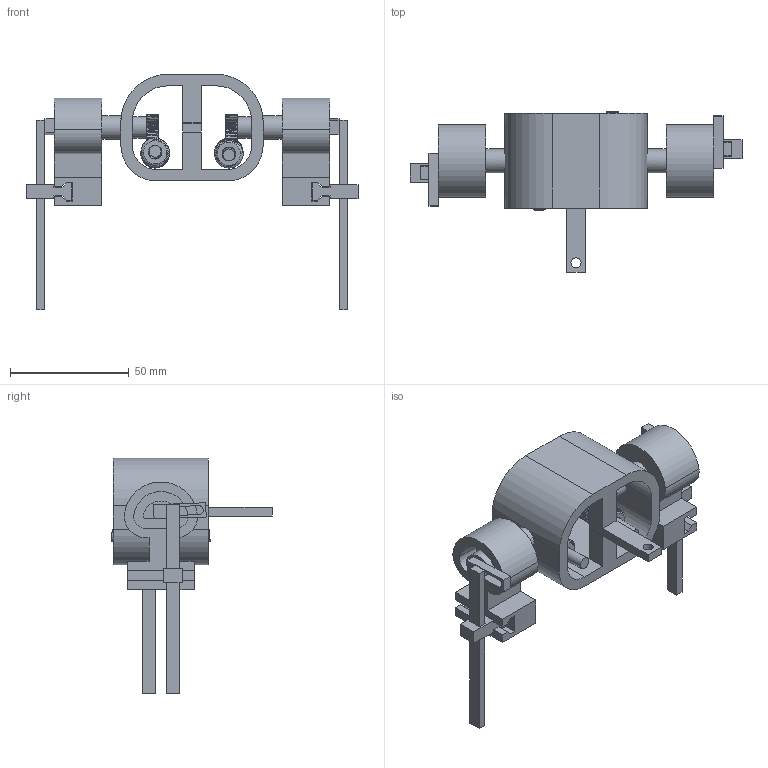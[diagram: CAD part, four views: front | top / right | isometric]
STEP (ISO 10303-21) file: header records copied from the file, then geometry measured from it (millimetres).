
FILE_DESCRIPTION(/* description */ (''),/* implementation_level */ '2;1');
FILE_NAME(/* name */ 'Full Assembly v5.step',/* time_stamp */ '2021-02-12T18:16:34-08:00',/* author */ (''),/* organization */ (''),/* preprocessor_version */ 'ST-DEVELOPER v18.1',/* originating_system */ 'Autodesk Translation Framework v9.7.1.1290',/* authorisation */ '');
FILE_SCHEMA (('AUTOMOTIVE_DESIGN { 1 0 10303 214 3 1 1 }'));
Length unit declared in the file: millimetre
Products named in the file (16): Full Assembly; Slide Leg Design v8; Body For Simulation v5; Segment; Revolute Plate; DriveShaft v9; DriveShaft v9_1; 57545K624_METAL WORM GEAR; 4037N112_PLASTIC WORM GEAR; Worm Shaft; Gear Shafft; Slide Leg Design v8_1; Base; Slider; Leg; Arm
Assembly tree (23 placements, depth 3):
  Full Assembly
    Slide Leg Design v8
      Base
      Slider
      Leg
      Arm
    Body For Simulation v5
      Segment
      Revolute Plate
    DriveShaft v9
      57545K624_METAL WORM GEAR
      4037N112_PLASTIC WORM GEAR
      Worm Shaft
      Gear Shafft
    DriveShaft v9_1
      57545K624_METAL WORM GEAR
      4037N112_PLASTIC WORM GEAR
      Worm Shaft
      Gear Shafft
    Slide Leg Design v8_1
      Base
      Slider
      Leg
      Arm
Bounding box: 140 x 67.75 x 99.3 mm (x, y, z)
Volume: 83997.5 mm3; surface area: 45848.6 mm2
Topology: 20 solids, 20 shells, 905 faces, 2517 edges, 1656 vertices
Faces by surface type: bspline 340, plane 239, torus 170, cylinder 120, cone 36
Full cylindrical faces by diameter (mm): 3.75 x8, 4 x2, 4.2 x2, 4.25 x2, 5 x2, 10 x2
Entity records: 33736 total; most frequent: CARTESIAN_POINT 22562, ORIENTED_EDGE 2696, DIRECTION 1549, EDGE_CURVE 1348, VERTEX_POINT 885, B_SPLINE_CURVE_WITH_KNOTS 740, AXIS2_PLACEMENT_3D 587, EDGE_LOOP 511
